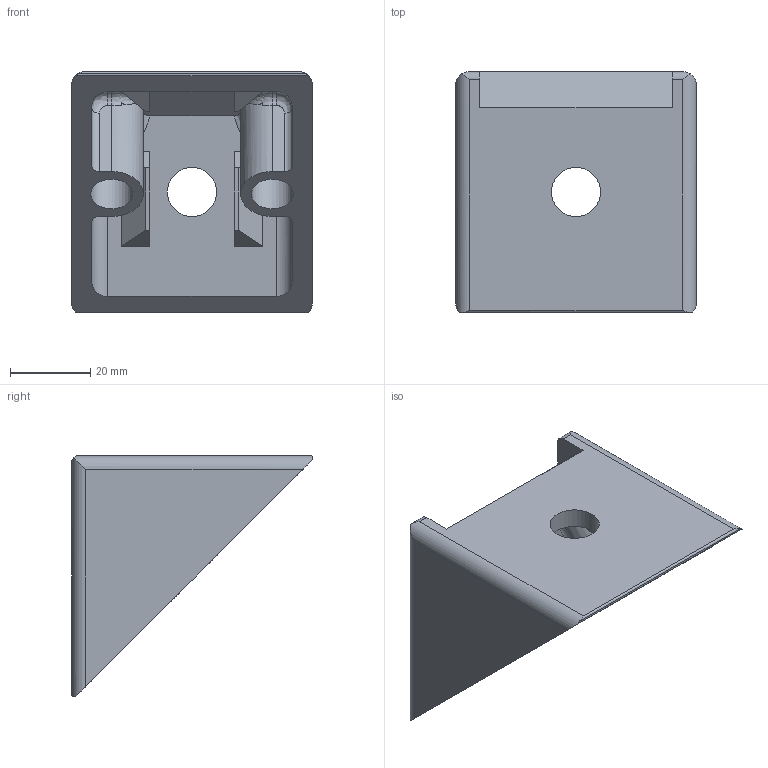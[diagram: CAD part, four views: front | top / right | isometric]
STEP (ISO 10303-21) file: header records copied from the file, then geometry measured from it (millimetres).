
FILE_DESCRIPTION(/* description */ ('KriTec Winkel 10 60x60x60 Zn Softline'),/* implementation_level */ '2;1');
FILE_NAME(/* name */ '81189_KriTec_Winkel_10_60x60x60_Zn_Softline.stp',/* time_stamp */ '2019-03-19T13:50:46+01:00',/* author */ ('jendrek'),/* organization */ (''),/* preprocessor_version */ 'ST-DEVELOPER v17',/* originating_system */ 'Autodesk Inventor 2018',/* authorisation */ '');
FILE_SCHEMA (('AUTOMOTIVE_DESIGN { 1 0 10303 214 3 1 1 }'));
Length unit declared in the file: millimetre
Products named in the file (1): 81189
Bounding box: 60 x 60 x 60 mm (x, y, z)
Volume: 52191.6 mm3; surface area: 22187.1 mm2
Topology: 1 solids, 1 shells, 81 faces, 224 edges, 146 vertices
Faces by surface type: plane 45, cylinder 26, bspline 8, cone 2
Full cylindrical faces by diameter (mm): 10.4 x2, 12.25 x2
Entity records: 3041 total; most frequent: CARTESIAN_POINT 929, ORIENTED_EDGE 444, DIRECTION 418, EDGE_CURVE 222, VERTEX_POINT 146, AXIS2_PLACEMENT_3D 146, LINE 126, VECTOR 126
